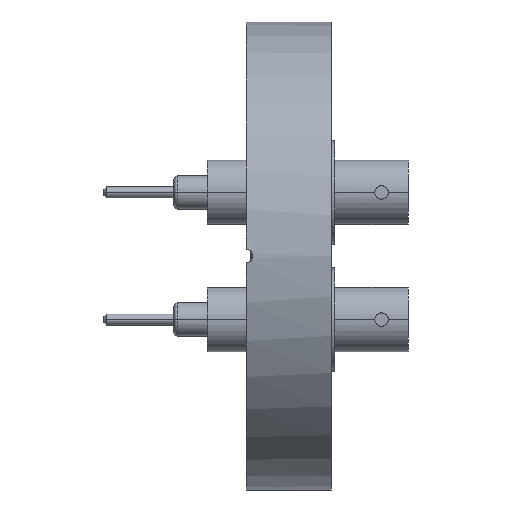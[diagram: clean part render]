
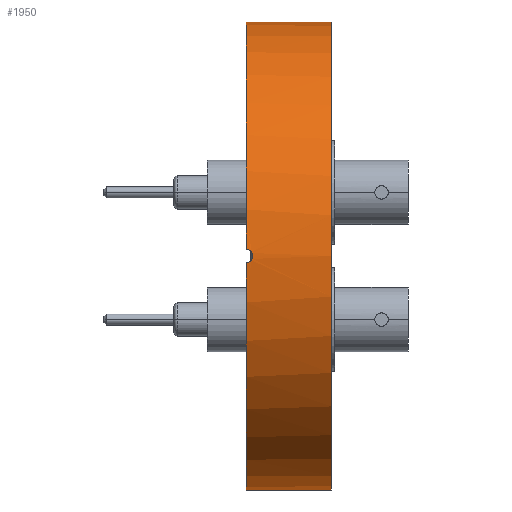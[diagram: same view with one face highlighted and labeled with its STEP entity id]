
A CAD part, left-side view. The second image highlights one B-rep face of the part: STEP entity #1950.
In plain terms, the highlighted cylindrical face has radius 34.95 mm (diameter 69.9 mm), a partial arc.
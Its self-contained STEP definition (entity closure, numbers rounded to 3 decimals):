
#22 = AXIS2_PLACEMENT_3D ( 'NONE', #2256, #501, #2552 ) ;
#75 = CARTESIAN_POINT ( 'NONE',  ( -34.95, -1., 0.131 ) ) ;
#143 = VERTEX_POINT ( 'NONE', #932 ) ;
#176 = CARTESIAN_POINT ( 'NONE',  ( 0., 0., 34.95 ) ) ;
#186 = ORIENTED_EDGE ( 'NONE', *, *, #3276, .F. ) ;
#355 = CARTESIAN_POINT ( 'NONE',  ( -34.949, -0.974, -0.261 ) ) ;
#416 = EDGE_LOOP ( 'NONE', ( #1876, #3288, #551, #186, #834, #1107 ) ) ;
#418 = CYLINDRICAL_SURFACE ( 'NONE', #656, 34.95 ) ;
#501 = DIRECTION ( 'NONE',  ( 0., 1., 0. ) ) ;
#551 = ORIENTED_EDGE ( 'NONE', *, *, #2776, .T. ) ;
#638 = CARTESIAN_POINT ( 'NONE',  ( -34.945, -0.801, -0.613 ) ) ;
#656 = AXIS2_PLACEMENT_3D ( 'NONE', #1261, #961, #3004 ) ;
#834 = ORIENTED_EDGE ( 'NONE', *, *, #3418, .T. ) ;
#875 = FACE_OUTER_BOUND ( 'NONE', #416, .T. ) ;
#932 = CARTESIAN_POINT ( 'NONE',  ( -34.936, 0., 1. ) ) ;
#936 = CARTESIAN_POINT ( 'NONE',  ( -34.936, -0.264, -1. ) ) ;
#961 = DIRECTION ( 'NONE',  ( 0., 1., 0. ) ) ;
#999 = CIRCLE ( 'NONE', #22, 34.95 ) ;
#1074 = DIRECTION ( 'NONE',  ( 0., 1., 0. ) ) ;
#1107 = ORIENTED_EDGE ( 'NONE', *, *, #2178, .F. ) ;
#1124 = AXIS2_PLACEMENT_3D ( 'NONE', #1253, #3273, #1524 ) ;
#1215 = CARTESIAN_POINT ( 'NONE',  ( -34.939, -0.504, 0.874 ) ) ;
#1253 = CARTESIAN_POINT ( 'NONE',  ( 0., -12.7, 0. ) ) ;
#1261 = CARTESIAN_POINT ( 'NONE',  ( 0., -12.7, 0. ) ) ;
#1318 = AXIS2_PLACEMENT_3D ( 'NONE', #1427, #3466, #1711 ) ;
#1427 = CARTESIAN_POINT ( 'NONE',  ( 0., 0., 0. ) ) ;
#1465 = CARTESIAN_POINT ( 'NONE',  ( -34.936, -0.132, 1. ) ) ;
#1500 = CARTESIAN_POINT ( 'NONE',  ( -34.945, -0.799, 0.615 ) ) ;
#1518 = EDGE_CURVE ( 'NONE', #3708, #3285, #1546, .T. ) ;
#1524 = DIRECTION ( 'NONE',  ( 0., 0., 1. ) ) ;
#1538 = CARTESIAN_POINT ( 'NONE',  ( -34.936, 0., -1. ) ) ;
#1546 = CIRCLE ( 'NONE', #1124, 34.95 ) ;
#1553 = VERTEX_POINT ( 'NONE', #1538 ) ;
#1641 = CARTESIAN_POINT ( 'NONE',  ( 0., -12.7, -34.95 ) ) ;
#1698 = CARTESIAN_POINT ( 'NONE',  ( 0., -12.7, 34.95 ) ) ;
#1711 = DIRECTION ( 'NONE',  ( 0., 0., 1. ) ) ;
#1766 = VECTOR ( 'NONE', #3383, 1000. ) ;
#1794 = CARTESIAN_POINT ( 'NONE',  ( -34.949, -0.974, 0.263 ) ) ;
#1862 = VECTOR ( 'NONE', #1074, 1000. ) ;
#1876 = ORIENTED_EDGE ( 'NONE', *, *, #2132, .F. ) ;
#1950 = ADVANCED_FACE ( 'NONE', ( #875 ), #418, .T. ) ;
#1965 = CARTESIAN_POINT ( 'NONE',  ( 0., -12.7, -34.95 ) ) ;
#2086 = CARTESIAN_POINT ( 'NONE',  ( -34.95, -1., -0.13 ) ) ;
#2132 = EDGE_CURVE ( 'NONE', #3708, #2739, #3317, .T. ) ;
#2178 = EDGE_CURVE ( 'NONE', #2739, #1553, #999, .T. ) ;
#2256 = CARTESIAN_POINT ( 'NONE',  ( 0., 0., 0. ) ) ;
#2399 = CARTESIAN_POINT ( 'NONE',  ( -34.947, -0.874, -0.503 ) ) ;
#2552 = DIRECTION ( 'NONE',  ( 0., 0., 1. ) ) ;
#2551 = CIRCLE ( 'NONE', #1318, 34.95 ) ;
#2554 = B_SPLINE_CURVE_WITH_KNOTS ( 'NONE', 3,
 ( #2673, #1465, #2965, #1215, #3246, #1500, #3540, #1794, #75, #2086, #355, #2399, #638, #2683, #936, #2983 ),
 .UNSPECIFIED., .F., .F.,
 ( 4, 2, 2, 2, 2, 2, 2, 4 ),
 ( 0., 0., 0.001, 0.001, 0.002, 0.002, 0.002, 0.003 ),
 .UNSPECIFIED. ) ;
#2673 = CARTESIAN_POINT ( 'NONE',  ( -34.936, 0., 1. ) ) ;
#2683 = CARTESIAN_POINT ( 'NONE',  ( -34.939, -0.521, -0.893 ) ) ;
#2739 = VERTEX_POINT ( 'NONE', #2812 ) ;
#2776 = EDGE_CURVE ( 'NONE', #3285, #3201, #3404, .T. ) ;
#2812 = CARTESIAN_POINT ( 'NONE',  ( 0., 0., -34.95 ) ) ;
#2819 = CARTESIAN_POINT ( 'NONE',  ( 0., -12.7, 34.95 ) ) ;
#2965 = CARTESIAN_POINT ( 'NONE',  ( -34.936, -0.262, 0.974 ) ) ;
#2983 = CARTESIAN_POINT ( 'NONE',  ( -34.936, 0., -1. ) ) ;
#3004 = DIRECTION ( 'NONE',  ( 0., 0., 1. ) ) ;
#3201 = VERTEX_POINT ( 'NONE', #176 ) ;
#3246 = CARTESIAN_POINT ( 'NONE',  ( -34.941, -0.615, 0.799 ) ) ;
#3273 = DIRECTION ( 'NONE',  ( 0., 1., 0. ) ) ;
#3276 = EDGE_CURVE ( 'NONE', #143, #3201, #2551, .T. ) ;
#3285 = VERTEX_POINT ( 'NONE', #1698 ) ;
#3288 = ORIENTED_EDGE ( 'NONE', *, *, #1518, .T. ) ;
#3317 = LINE ( 'NONE', #1641, #1862 ) ;
#3383 = DIRECTION ( 'NONE',  ( 0., 1., 0. ) ) ;
#3404 = LINE ( 'NONE', #2819, #1766 ) ;
#3418 = EDGE_CURVE ( 'NONE', #143, #1553, #2554, .T. ) ;
#3466 = DIRECTION ( 'NONE',  ( 0., 1., 0. ) ) ;
#3540 = CARTESIAN_POINT ( 'NONE',  ( -34.947, -0.874, 0.503 ) ) ;
#3708 = VERTEX_POINT ( 'NONE', #1965 ) ;
